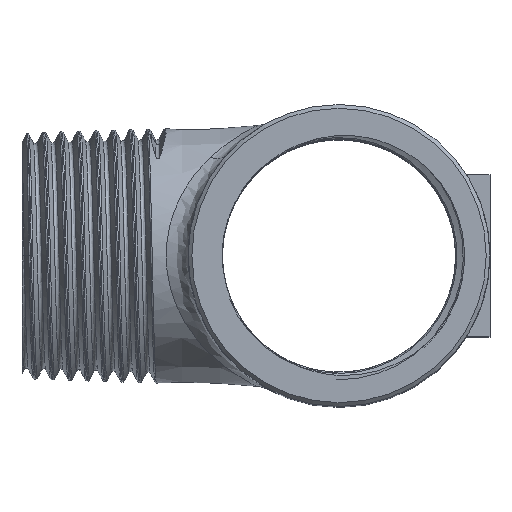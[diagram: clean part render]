
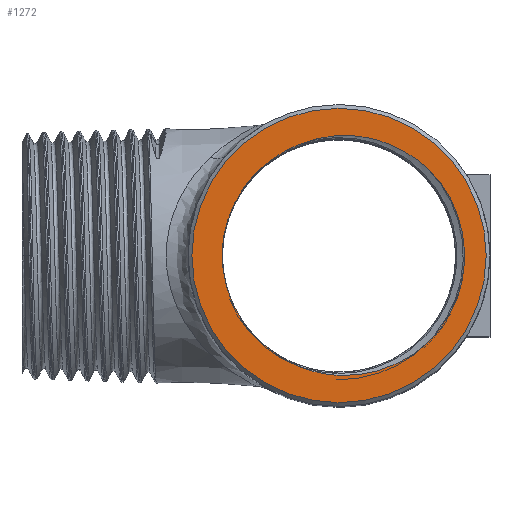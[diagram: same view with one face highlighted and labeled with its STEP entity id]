
A CAD part, top view. The second image highlights one B-rep face of the part: STEP entity #1272.
In plain terms, the highlighted planar face has unit normal (0, 0, 1).
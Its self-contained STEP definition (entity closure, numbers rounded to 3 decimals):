
#42=PLANE('',#1324);
#57=CIRCLE('',#1325,15.465);
#58=CIRCLE('',#1326,19.5);
#437=ORIENTED_EDGE('',*,*,#732,.T.);
#438=ORIENTED_EDGE('',*,*,#763,.T.);
#439=ORIENTED_EDGE('',*,*,#814,.F.);
#440=ORIENTED_EDGE('',*,*,#743,.T.);
#441=ORIENTED_EDGE('',*,*,#739,.T.);
#442=ORIENTED_EDGE('',*,*,#736,.T.);
#443=ORIENTED_EDGE('',*,*,#815,.T.);
#732=EDGE_CURVE('',#928,#929,#1073,.T.);
#736=EDGE_CURVE('',#932,#928,#1074,.T.);
#739=EDGE_CURVE('',#934,#932,#1075,.T.);
#743=EDGE_CURVE('',#937,#934,#1077,.T.);
#763=EDGE_CURVE('',#929,#956,#1079,.T.);
#814=EDGE_CURVE('',#937,#956,#57,.T.);
#815=EDGE_CURVE('',#998,#998,#58,.T.);
#928=VERTEX_POINT('',#15652);
#929=VERTEX_POINT('',#15653);
#932=VERTEX_POINT('',#17652);
#934=VERTEX_POINT('',#19169);
#937=VERTEX_POINT('',#20690);
#956=VERTEX_POINT('',#22195);
#998=VERTEX_POINT('',#23257);
#1073=B_SPLINE_CURVE_WITH_KNOTS('',3,(#15646,#15647,#15648,#15649,#15650,
#15651),.UNSPECIFIED.,.F.,.F.,(4,1,1,4),(0.,0.5,0.75,1.),.UNSPECIFIED.);
#1074=B_SPLINE_CURVE_WITH_KNOTS('',3,(#17639,#17640,#17641,#17642,#17643,
#17644,#17645,#17646,#17647,#17648,#17649,#17650,#17651),.UNSPECIFIED.,
 .F.,.F.,(4,1,1,1,1,1,1,1,1,1,4),(0.,0.063,0.125,0.25,0.375,0.5,0.625,
0.75,0.875,0.938,1.),.UNSPECIFIED.);
#1075=B_SPLINE_CURVE_WITH_KNOTS('',3,(#19161,#19162,#19163,#19164,#19165,
#19166,#19167,#19168),.UNSPECIFIED.,.F.,.F.,(4,1,1,1,1,4),(0.,0.125,0.25,
0.5,0.75,1.),.UNSPECIFIED.);
#1077=B_SPLINE_CURVE_WITH_KNOTS('',3,(#20684,#20685,#20686,#20687,#20688,
#20689),.UNSPECIFIED.,.F.,.F.,(4,1,1,4),(0.,0.5,0.75,1.),.UNSPECIFIED.);
#1079=B_SPLINE_CURVE_WITH_KNOTS('',3,(#22189,#22190,#22191,#22192,#22193,
#22194),.UNSPECIFIED.,.F.,.F.,(4,1,1,4),(0.,0.25,0.5,1.),.UNSPECIFIED.);
#1135=EDGE_LOOP('',(#437,#438,#439,#440,#441,#442));
#1136=EDGE_LOOP('',(#443));
#1193=FACE_BOUND('',#1135,.T.);
#1194=FACE_BOUND('',#1136,.T.);
#1272=ADVANCED_FACE('',(#1193,#1194),#42,.T.);
#1324=AXIS2_PLACEMENT_3D('',#23254,#1418,#1419);
#1325=AXIS2_PLACEMENT_3D('',#23255,#1420,#1421);
#1326=AXIS2_PLACEMENT_3D('',#23256,#1422,#1423);
#1418=DIRECTION('',(0.,0.,1.));
#1419=DIRECTION('',(1.,0.,0.));
#1420=DIRECTION('',(0.,0.,1.));
#1421=DIRECTION('',(1.,0.,0.));
#1422=DIRECTION('',(0.,0.,1.));
#1423=DIRECTION('',(1.,0.,0.));
#15646=CARTESIAN_POINT('',(11.843,-11.423,38.));
#15647=CARTESIAN_POINT('',(9.555,-13.6,38.));
#15648=CARTESIAN_POINT('',(5.226,-15.799,38.));
#15649=CARTESIAN_POINT('',(-1.037,-16.038,38.));
#15650=CARTESIAN_POINT('',(-4.113,-15.231,38.));
#15651=CARTESIAN_POINT('',(-5.543,-14.615,38.));
#15652=CARTESIAN_POINT('',(11.843,-11.423,38.));
#15653=CARTESIAN_POINT('',(-5.543,-14.615,38.));
#17639=CARTESIAN_POINT('',(11.843,11.423,38.));
#17640=CARTESIAN_POINT('',(12.221,11.063,38.));
#17641=CARTESIAN_POINT('',(12.963,10.269,38.));
#17642=CARTESIAN_POINT('',(14.24,8.564,38.));
#17643=CARTESIAN_POINT('',(15.493,6.229,38.));
#17644=CARTESIAN_POINT('',(16.422,3.152,38.));
#17645=CARTESIAN_POINT('',(16.729,0.,38.));
#17646=CARTESIAN_POINT('',(16.414,-3.196,38.));
#17647=CARTESIAN_POINT('',(15.489,-6.236,38.));
#17648=CARTESIAN_POINT('',(14.224,-8.587,38.));
#17649=CARTESIAN_POINT('',(12.965,-10.265,38.));
#17650=CARTESIAN_POINT('',(12.221,-11.063,38.));
#17651=CARTESIAN_POINT('',(11.843,-11.423,38.));
#17652=CARTESIAN_POINT('',(11.843,11.423,38.));
#19161=CARTESIAN_POINT('',(-5.543,14.615,38.));
#19162=CARTESIAN_POINT('',(-4.826,14.924,38.));
#19163=CARTESIAN_POINT('',(-3.328,15.437,38.));
#19164=CARTESIAN_POINT('',(-0.282,16.003,38.));
#19165=CARTESIAN_POINT('',(3.664,15.865,38.));
#19166=CARTESIAN_POINT('',(8.162,14.31,38.));
#19167=CARTESIAN_POINT('',(10.708,12.503,38.));
#19168=CARTESIAN_POINT('',(11.843,11.423,38.));
#19169=CARTESIAN_POINT('',(-5.543,14.615,38.));
#20684=CARTESIAN_POINT('',(-12.799,8.68,38.));
#20685=CARTESIAN_POINT('',(-11.916,9.994,38.));
#20686=CARTESIAN_POINT('',(-10.301,11.761,38.));
#20687=CARTESIAN_POINT('',(-7.68,13.589,38.));
#20688=CARTESIAN_POINT('',(-6.295,14.291,38.));
#20689=CARTESIAN_POINT('',(-5.543,14.615,38.));
#20690=CARTESIAN_POINT('',(-12.799,8.68,38.));
#22189=CARTESIAN_POINT('',(-5.543,-14.615,38.));
#22190=CARTESIAN_POINT('',(-6.294,-14.291,38.));
#22191=CARTESIAN_POINT('',(-7.678,-13.591,38.));
#22192=CARTESIAN_POINT('',(-10.299,-11.764,38.));
#22193=CARTESIAN_POINT('',(-11.915,-9.996,38.));
#22194=CARTESIAN_POINT('',(-12.799,-8.68,38.));
#22195=CARTESIAN_POINT('',(-12.799,-8.68,38.));
#23254=CARTESIAN_POINT('',(0.,0.,38.));
#23255=CARTESIAN_POINT('',(0.,0.,38.));
#23256=CARTESIAN_POINT('',(0.,0.,38.));
#23257=CARTESIAN_POINT('',(19.5,0.,38.));
